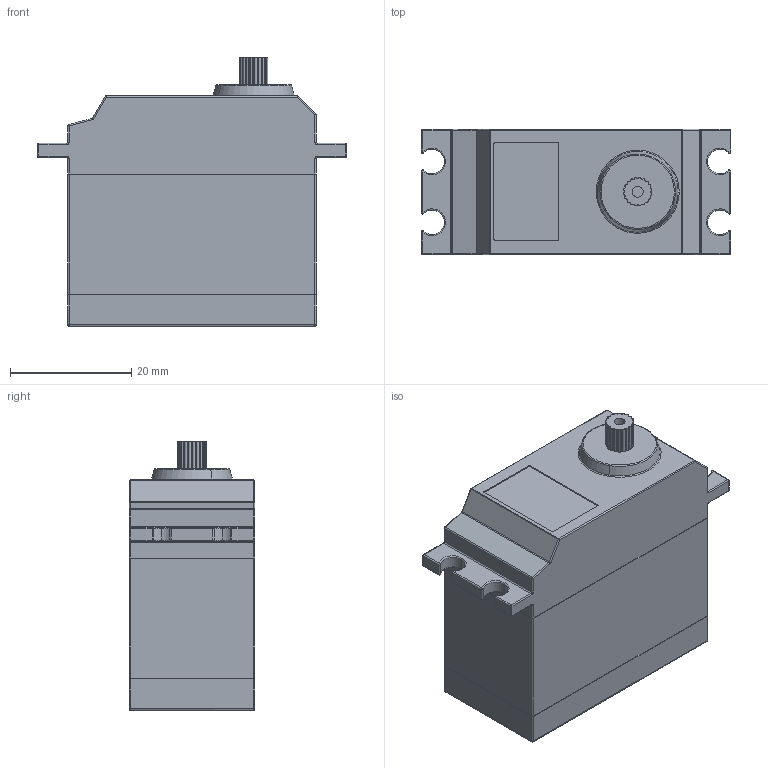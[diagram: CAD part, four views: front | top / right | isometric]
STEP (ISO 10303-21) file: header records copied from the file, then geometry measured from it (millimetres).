
FILE_DESCRIPTION(('CATIA V5 STEP Exchange'),'2;1');
FILE_NAME('HX5010 SERVO.stp','2015-01-08T15:08:42+00:00',('none'),('none'),'CATIA Version 5 Release 20 GA (IN-10)','CATIA V5 STEP AP203','none');
FILE_SCHEMA(('CONFIG_CONTROL_DESIGN'));
Length unit declared in the file: millimetre
Products named in the file (1): HX5010 SERVO
Bounding box: 50.94 x 20.7 x 44.47 mm (x, y, z)
Volume: 32352.4 mm3; surface area: 6876.2 mm2
Topology: 1 solids, 1 shells, 265 faces, 664 edges, 375 vertices
Faces by surface type: cylinder 150, plane 49, torus 30, sphere 30, bspline 4, cone 2
Entity records: 7307 total; most frequent: CARTESIAN_POINT 1492, ORIENTED_EDGE 1260, DIRECTION 1028, EDGE_CURVE 630, AXIS2_PLACEMENT_3D 554, VERTEX_POINT 375, CIRCLE 347, EDGE_LOOP 273
